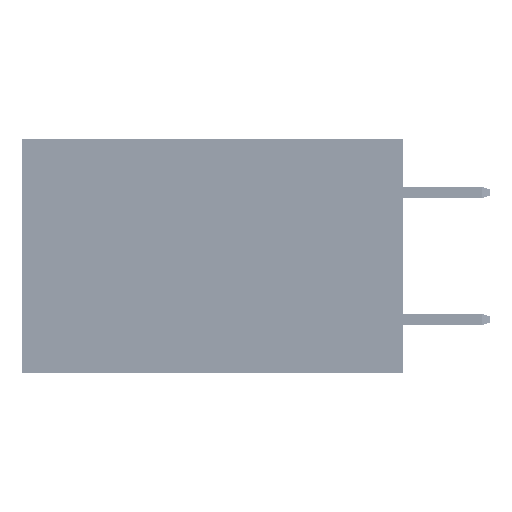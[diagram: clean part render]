
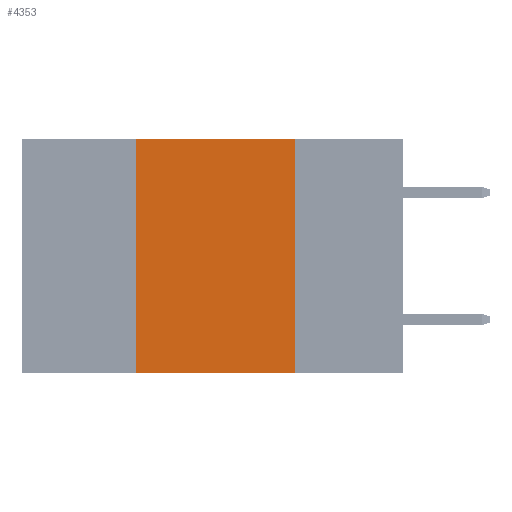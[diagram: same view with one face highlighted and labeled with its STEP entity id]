
A CAD part, left-side view. The second image highlights one B-rep face of the part: STEP entity #4353.
In plain terms, the highlighted planar face has unit normal (-1, 0, 0).
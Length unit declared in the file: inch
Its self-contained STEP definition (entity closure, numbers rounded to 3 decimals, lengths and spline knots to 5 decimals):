
#582 = VERTEX_POINT ( 'NONE', #5371 ) ;
#3734 = VERTEX_POINT ( 'NONE', #19201 ) ;
#4174 = DIRECTION ( 'NONE',  ( 0., 0., 1. ) ) ;
#4353 = ADVANCED_FACE ( 'NONE', ( #44527 ), #48463, .F. ) ;
#5371 = CARTESIAN_POINT ( 'NONE',  ( 0., 0.42, 0. ) ) ;
#5514 = AXIS2_PLACEMENT_3D ( 'NONE', #32494, #14597, #17125 ) ;
#6605 = DIRECTION ( 'NONE',  ( 0., -1., 0. ) ) ;
#7574 = ORIENTED_EDGE ( 'NONE', *, *, #24950, .F. ) ;
#8599 = VERTEX_POINT ( 'NONE', #26721 ) ;
#9357 = EDGE_CURVE ( 'NONE', #582, #3734, #41221, .T. ) ;
#10524 = CARTESIAN_POINT ( 'NONE',  ( 0., 0.6, -0.37 ) ) ;
#11366 = VECTOR ( 'NONE', #25135, 39.37008 ) ;
#14597 = DIRECTION ( 'NONE',  ( 1., 0., 0. ) ) ;
#15752 = VERTEX_POINT ( 'NONE', #22630 ) ;
#16954 = LINE ( 'NONE', #10524, #26365 ) ;
#17125 = DIRECTION ( 'NONE',  ( 0., 0., -1. ) ) ;
#18480 = LINE ( 'NONE', #38017, #38528 ) ;
#19201 = CARTESIAN_POINT ( 'NONE',  ( 0., 0.17, 0. ) ) ;
#21281 = LINE ( 'NONE', #43539, #38577 ) ;
#22630 = CARTESIAN_POINT ( 'NONE',  ( 0., 0.17, -0.37 ) ) ;
#24950 = EDGE_CURVE ( 'NONE', #8599, #582, #18480, .T. ) ;
#25135 = DIRECTION ( 'NONE',  ( 0., -1., 0. ) ) ;
#26232 = ORIENTED_EDGE ( 'NONE', *, *, #35688, .T. ) ;
#26365 = VECTOR ( 'NONE', #6605, 39.37008 ) ;
#26721 = CARTESIAN_POINT ( 'NONE',  ( 0., 0.42, -0.37 ) ) ;
#32494 = CARTESIAN_POINT ( 'NONE',  ( 0., 0.6, 0. ) ) ;
#32895 = DIRECTION ( 'NONE',  ( 0., 0., -1. ) ) ;
#33572 = CARTESIAN_POINT ( 'NONE',  ( 0., 0.6, 0. ) ) ;
#34982 = EDGE_LOOP ( 'NONE', ( #47526, #39647, #7574, #26232 ) ) ;
#35688 = EDGE_CURVE ( 'NONE', #8599, #15752, #16954, .T. ) ;
#38017 = CARTESIAN_POINT ( 'NONE',  ( 0., 0.42, 0. ) ) ;
#38528 = VECTOR ( 'NONE', #4174, 39.37008 ) ;
#38577 = VECTOR ( 'NONE', #32895, 39.37008 ) ;
#39647 = ORIENTED_EDGE ( 'NONE', *, *, #9357, .F. ) ;
#41221 = LINE ( 'NONE', #33572, #11366 ) ;
#43539 = CARTESIAN_POINT ( 'NONE',  ( 0., 0.17, 0. ) ) ;
#44527 = FACE_OUTER_BOUND ( 'NONE', #34982, .T. ) ;
#46968 = EDGE_CURVE ( 'NONE', #3734, #15752, #21281, .T. ) ;
#47526 = ORIENTED_EDGE ( 'NONE', *, *, #46968, .F. ) ;
#48463 = PLANE ( 'NONE',  #5514 ) ;
